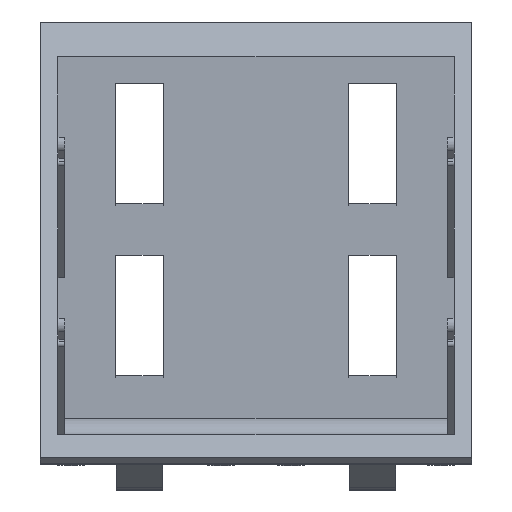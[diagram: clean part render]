
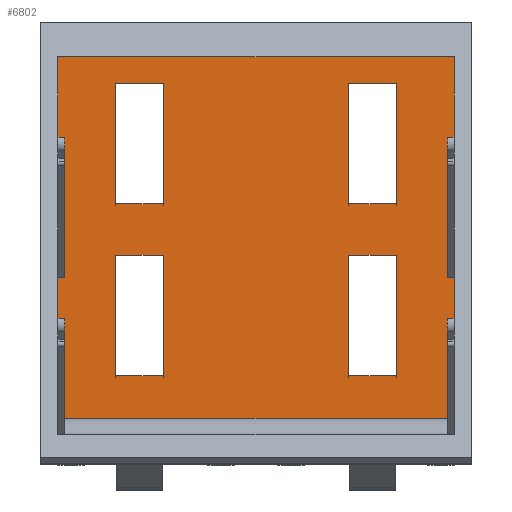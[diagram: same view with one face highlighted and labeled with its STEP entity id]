
A CAD part, top view. The second image highlights one B-rep face of the part: STEP entity #6802.
In plain terms, the highlighted face is planar.
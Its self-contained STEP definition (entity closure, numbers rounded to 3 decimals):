
#221=PLANE('',#7270);
#807=ORIENTED_EDGE('',*,*,#2748,.F.);
#808=ORIENTED_EDGE('',*,*,#2749,.T.);
#809=ORIENTED_EDGE('',*,*,#2750,.T.);
#810=ORIENTED_EDGE('',*,*,#2737,.T.);
#811=ORIENTED_EDGE('',*,*,#2751,.T.);
#812=ORIENTED_EDGE('',*,*,#2752,.T.);
#813=ORIENTED_EDGE('',*,*,#2753,.F.);
#814=ORIENTED_EDGE('',*,*,#2754,.F.);
#815=ORIENTED_EDGE('',*,*,#2755,.T.);
#816=ORIENTED_EDGE('',*,*,#2756,.T.);
#817=ORIENTED_EDGE('',*,*,#2757,.T.);
#818=ORIENTED_EDGE('',*,*,#2758,.T.);
#819=ORIENTED_EDGE('',*,*,#2759,.F.);
#820=ORIENTED_EDGE('',*,*,#2760,.T.);
#821=ORIENTED_EDGE('',*,*,#2761,.T.);
#822=ORIENTED_EDGE('',*,*,#2762,.F.);
#823=ORIENTED_EDGE('',*,*,#2763,.F.);
#824=ORIENTED_EDGE('',*,*,#2764,.T.);
#825=ORIENTED_EDGE('',*,*,#2765,.T.);
#826=ORIENTED_EDGE('',*,*,#2766,.F.);
#827=ORIENTED_EDGE('',*,*,#2767,.F.);
#828=ORIENTED_EDGE('',*,*,#2768,.T.);
#829=ORIENTED_EDGE('',*,*,#2769,.T.);
#830=ORIENTED_EDGE('',*,*,#2770,.F.);
#831=ORIENTED_EDGE('',*,*,#2771,.F.);
#832=ORIENTED_EDGE('',*,*,#2772,.T.);
#833=ORIENTED_EDGE('',*,*,#2773,.T.);
#834=ORIENTED_EDGE('',*,*,#2774,.F.);
#2737=EDGE_CURVE('',#3707,#3706,#4390,.T.);
#2748=EDGE_CURVE('',#3717,#3718,#4396,.T.);
#2749=EDGE_CURVE('',#3717,#3719,#4397,.T.);
#2750=EDGE_CURVE('',#3719,#3707,#4398,.T.);
#2751=EDGE_CURVE('',#3706,#3720,#4399,.T.);
#2752=EDGE_CURVE('',#3720,#3721,#4400,.T.);
#2753=EDGE_CURVE('',#3722,#3721,#4401,.T.);
#2754=EDGE_CURVE('',#3723,#3722,#4402,.T.);
#2755=EDGE_CURVE('',#3723,#3724,#4403,.T.);
#2756=EDGE_CURVE('',#3724,#3725,#4404,.T.);
#2757=EDGE_CURVE('',#3725,#3726,#4405,.T.);
#2758=EDGE_CURVE('',#3726,#3718,#4406,.T.);
#2759=EDGE_CURVE('',#3727,#3728,#4407,.T.);
#2760=EDGE_CURVE('',#3727,#3729,#4408,.T.);
#2761=EDGE_CURVE('',#3729,#3730,#4409,.T.);
#2762=EDGE_CURVE('',#3728,#3730,#4410,.T.);
#2763=EDGE_CURVE('',#3731,#3732,#4411,.T.);
#2764=EDGE_CURVE('',#3731,#3733,#4412,.T.);
#2765=EDGE_CURVE('',#3733,#3734,#4413,.T.);
#2766=EDGE_CURVE('',#3732,#3734,#4414,.T.);
#2767=EDGE_CURVE('',#3735,#3736,#4415,.T.);
#2768=EDGE_CURVE('',#3735,#3737,#4416,.T.);
#2769=EDGE_CURVE('',#3737,#3738,#4417,.T.);
#2770=EDGE_CURVE('',#3736,#3738,#4418,.T.);
#2771=EDGE_CURVE('',#3739,#3740,#4419,.T.);
#2772=EDGE_CURVE('',#3739,#3741,#4420,.T.);
#2773=EDGE_CURVE('',#3741,#3742,#4421,.T.);
#2774=EDGE_CURVE('',#3740,#3742,#4422,.T.);
#3706=VERTEX_POINT('',#10193);
#3707=VERTEX_POINT('',#10195);
#3717=VERTEX_POINT('',#10218);
#3718=VERTEX_POINT('',#10219);
#3719=VERTEX_POINT('',#10221);
#3720=VERTEX_POINT('',#10224);
#3721=VERTEX_POINT('',#10226);
#3722=VERTEX_POINT('',#10228);
#3723=VERTEX_POINT('',#10230);
#3724=VERTEX_POINT('',#10232);
#3725=VERTEX_POINT('',#10234);
#3726=VERTEX_POINT('',#10236);
#3727=VERTEX_POINT('',#10239);
#3728=VERTEX_POINT('',#10240);
#3729=VERTEX_POINT('',#10242);
#3730=VERTEX_POINT('',#10244);
#3731=VERTEX_POINT('',#10247);
#3732=VERTEX_POINT('',#10248);
#3733=VERTEX_POINT('',#10250);
#3734=VERTEX_POINT('',#10252);
#3735=VERTEX_POINT('',#10255);
#3736=VERTEX_POINT('',#10256);
#3737=VERTEX_POINT('',#10258);
#3738=VERTEX_POINT('',#10260);
#3739=VERTEX_POINT('',#10263);
#3740=VERTEX_POINT('',#10264);
#3741=VERTEX_POINT('',#10266);
#3742=VERTEX_POINT('',#10268);
#4390=LINE('',#10194,#5020);
#4396=LINE('',#10217,#5026);
#4397=LINE('',#10220,#5027);
#4398=LINE('',#10222,#5028);
#4399=LINE('',#10223,#5029);
#4400=LINE('',#10225,#5030);
#4401=LINE('',#10227,#5031);
#4402=LINE('',#10229,#5032);
#4403=LINE('',#10231,#5033);
#4404=LINE('',#10233,#5034);
#4405=LINE('',#10235,#5035);
#4406=LINE('',#10237,#5036);
#4407=LINE('',#10238,#5037);
#4408=LINE('',#10241,#5038);
#4409=LINE('',#10243,#5039);
#4410=LINE('',#10245,#5040);
#4411=LINE('',#10246,#5041);
#4412=LINE('',#10249,#5042);
#4413=LINE('',#10251,#5043);
#4414=LINE('',#10253,#5044);
#4415=LINE('',#10254,#5045);
#4416=LINE('',#10257,#5046);
#4417=LINE('',#10259,#5047);
#4418=LINE('',#10261,#5048);
#4419=LINE('',#10262,#5049);
#4420=LINE('',#10265,#5050);
#4421=LINE('',#10267,#5051);
#4422=LINE('',#10269,#5052);
#5020=VECTOR('',#8060,1000.);
#5026=VECTOR('',#8080,1000.);
#5027=VECTOR('',#8081,1000.);
#5028=VECTOR('',#8082,1000.);
#5029=VECTOR('',#8083,1000.);
#5030=VECTOR('',#8084,1000.);
#5031=VECTOR('',#8085,1000.);
#5032=VECTOR('',#8086,1000.);
#5033=VECTOR('',#8087,1000.);
#5034=VECTOR('',#8088,1000.);
#5035=VECTOR('',#8089,1000.);
#5036=VECTOR('',#8090,1000.);
#5037=VECTOR('',#8091,1000.);
#5038=VECTOR('',#8092,1000.);
#5039=VECTOR('',#8093,1000.);
#5040=VECTOR('',#8094,1000.);
#5041=VECTOR('',#8095,1000.);
#5042=VECTOR('',#8096,1000.);
#5043=VECTOR('',#8097,1000.);
#5044=VECTOR('',#8098,1000.);
#5045=VECTOR('',#8099,1000.);
#5046=VECTOR('',#8100,1000.);
#5047=VECTOR('',#8101,1000.);
#5048=VECTOR('',#8102,1000.);
#5049=VECTOR('',#8103,1000.);
#5050=VECTOR('',#8104,1000.);
#5051=VECTOR('',#8105,1000.);
#5052=VECTOR('',#8106,1000.);
#5618=EDGE_LOOP('',(#807,#808,#809,#810,#811,#812,#813,#814,#815,#816,#817,
#818));
#5619=EDGE_LOOP('',(#819,#820,#821,#822));
#5620=EDGE_LOOP('',(#823,#824,#825,#826));
#5621=EDGE_LOOP('',(#827,#828,#829,#830));
#5622=EDGE_LOOP('',(#831,#832,#833,#834));
#6144=FACE_BOUND('',#5618,.T.);
#6145=FACE_BOUND('',#5619,.T.);
#6146=FACE_BOUND('',#5620,.T.);
#6147=FACE_BOUND('',#5621,.T.);
#6148=FACE_BOUND('',#5622,.T.);
#6802=ADVANCED_FACE('',(#6144,#6145,#6146,#6147,#6148),#221,.T.);
#7270=AXIS2_PLACEMENT_3D('',#10216,#8078,#8079);
#8060=DIRECTION('',(0.,-1.,0.));
#8078=DIRECTION('',(1.,0.,0.));
#8079=DIRECTION('',(0.,0.,-1.));
#8080=DIRECTION('',(0.,0.,1.));
#8081=DIRECTION('',(0.,-1.,0.));
#8082=DIRECTION('',(0.,0.,1.));
#8083=DIRECTION('',(0.,0.,-1.));
#8084=DIRECTION('',(0.,1.,0.));
#8085=DIRECTION('',(0.,0.,-1.));
#8086=DIRECTION('',(0.,-1.,0.));
#8087=DIRECTION('',(0.,0.,-1.));
#8088=DIRECTION('',(0.,1.,0.));
#8089=DIRECTION('',(0.,0.,1.));
#8090=DIRECTION('',(0.,-1.,0.));
#8091=DIRECTION('',(0.,0.,-1.));
#8092=DIRECTION('',(0.,1.,0.));
#8093=DIRECTION('',(0.,0.,-1.));
#8094=DIRECTION('',(0.,1.,0.));
#8095=DIRECTION('',(0.,0.,-1.));
#8096=DIRECTION('',(0.,1.,0.));
#8097=DIRECTION('',(0.,0.,-1.));
#8098=DIRECTION('',(0.,1.,0.));
#8099=DIRECTION('',(0.,0.,-1.));
#8100=DIRECTION('',(0.,1.,0.));
#8101=DIRECTION('',(0.,0.,-1.));
#8102=DIRECTION('',(0.,1.,0.));
#8103=DIRECTION('',(0.,0.,-1.));
#8104=DIRECTION('',(0.,1.,0.));
#8105=DIRECTION('',(0.,0.,-1.));
#8106=DIRECTION('',(0.,1.,0.));
#10193=CARTESIAN_POINT('',(7.,8.,34.));
#10194=CARTESIAN_POINT('',(7.,105.,34.));
#10195=CARTESIAN_POINT('',(7.,32.119,34.));
#10216=CARTESIAN_POINT('',(7.,0.,0.));
#10217=CARTESIAN_POINT('',(7.,43.7,32.8));
#10218=CARTESIAN_POINT('',(7.,43.7,32.8));
#10219=CARTESIAN_POINT('',(7.,43.7,34.));
#10220=CARTESIAN_POINT('',(7.,43.7,32.8));
#10221=CARTESIAN_POINT('',(7.,32.119,32.8));
#10222=CARTESIAN_POINT('',(7.,32.119,32.8));
#10223=CARTESIAN_POINT('',(7.,8.,-34.));
#10224=CARTESIAN_POINT('',(7.,8.,-34.));
#10225=CARTESIAN_POINT('',(7.,5.,-34.));
#10226=CARTESIAN_POINT('',(7.,32.119,-34.));
#10227=CARTESIAN_POINT('',(7.,32.119,-32.8));
#10228=CARTESIAN_POINT('',(7.,32.119,-32.8));
#10229=CARTESIAN_POINT('',(7.,43.7,-32.8));
#10230=CARTESIAN_POINT('',(7.,43.7,-32.8));
#10231=CARTESIAN_POINT('',(7.,43.7,-32.8));
#10232=CARTESIAN_POINT('',(7.,43.7,-34.));
#10233=CARTESIAN_POINT('',(7.,5.,-34.));
#10234=CARTESIAN_POINT('',(7.,70.06,-34.));
#10235=CARTESIAN_POINT('',(7.,70.06,37.));
#10236=CARTESIAN_POINT('',(7.,70.06,34.));
#10237=CARTESIAN_POINT('',(7.,105.,34.));
#10238=CARTESIAN_POINT('',(7.,15.3,24.08));
#10239=CARTESIAN_POINT('',(7.,15.3,24.08));
#10240=CARTESIAN_POINT('',(7.,15.3,15.92));
#10241=CARTESIAN_POINT('',(7.,15.3,24.08));
#10242=CARTESIAN_POINT('',(7.,36.,24.08));
#10243=CARTESIAN_POINT('',(7.,36.,24.08));
#10244=CARTESIAN_POINT('',(7.,36.,15.92));
#10245=CARTESIAN_POINT('',(7.,15.3,15.92));
#10246=CARTESIAN_POINT('',(7.,44.8,24.08));
#10247=CARTESIAN_POINT('',(7.,44.8,24.08));
#10248=CARTESIAN_POINT('',(7.,44.8,15.92));
#10249=CARTESIAN_POINT('',(7.,44.8,24.08));
#10250=CARTESIAN_POINT('',(7.,65.5,24.08));
#10251=CARTESIAN_POINT('',(7.,65.5,24.08));
#10252=CARTESIAN_POINT('',(7.,65.5,15.92));
#10253=CARTESIAN_POINT('',(7.,44.8,15.92));
#10254=CARTESIAN_POINT('',(7.,15.3,-15.92));
#10255=CARTESIAN_POINT('',(7.,15.3,-15.92));
#10256=CARTESIAN_POINT('',(7.,15.3,-24.08));
#10257=CARTESIAN_POINT('',(7.,15.3,-15.92));
#10258=CARTESIAN_POINT('',(7.,36.,-15.92));
#10259=CARTESIAN_POINT('',(7.,36.,-15.92));
#10260=CARTESIAN_POINT('',(7.,36.,-24.08));
#10261=CARTESIAN_POINT('',(7.,15.3,-24.08));
#10262=CARTESIAN_POINT('',(7.,44.8,-15.92));
#10263=CARTESIAN_POINT('',(7.,44.8,-15.92));
#10264=CARTESIAN_POINT('',(7.,44.8,-24.08));
#10265=CARTESIAN_POINT('',(7.,44.8,-15.92));
#10266=CARTESIAN_POINT('',(7.,65.5,-15.92));
#10267=CARTESIAN_POINT('',(7.,65.5,-15.92));
#10268=CARTESIAN_POINT('',(7.,65.5,-24.08));
#10269=CARTESIAN_POINT('',(7.,44.8,-24.08));
